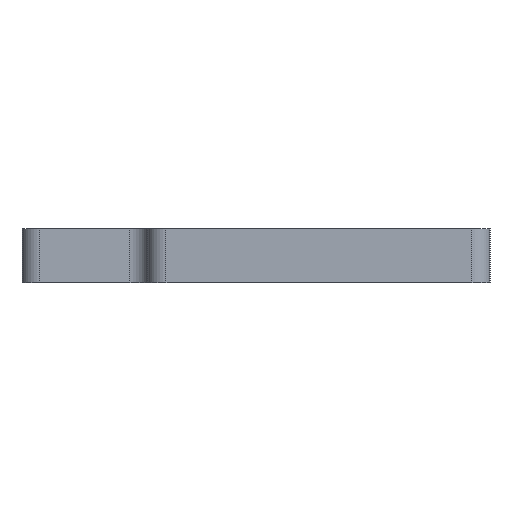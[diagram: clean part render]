
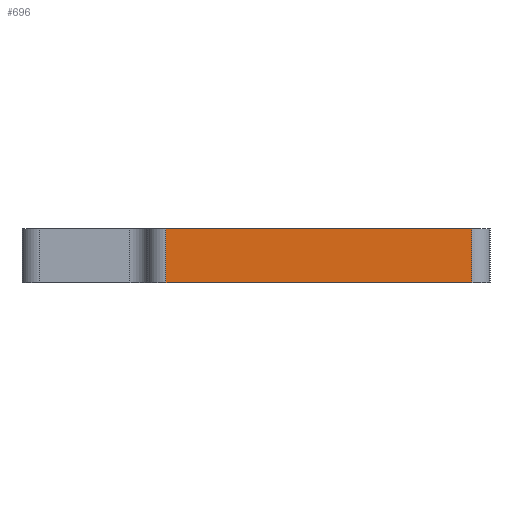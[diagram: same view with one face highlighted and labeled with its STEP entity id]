
A CAD part, left-side view. The second image highlights one B-rep face of the part: STEP entity #696.
In plain terms, the highlighted planar face has unit normal (-1, 0, 0).
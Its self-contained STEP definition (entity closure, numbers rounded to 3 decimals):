
#8 = CARTESIAN_POINT ( 'NONE',  ( 0., 5., 15. ) ) ;
#16 = VECTOR ( 'NONE', #554, 1000. ) ;
#35 = ORIENTED_EDGE ( 'NONE', *, *, #1054, .T. ) ;
#42 = VECTOR ( 'NONE', #86, 1000. ) ;
#54 = ORIENTED_EDGE ( 'NONE', *, *, #177, .T. ) ;
#86 = DIRECTION ( 'NONE',  ( 0., 0., -1. ) ) ;
#177 = EDGE_CURVE ( 'NONE', #628, #318, #822, .T. ) ;
#222 = AXIS2_PLACEMENT_3D ( 'NONE', #816, #1186, #367 ) ;
#232 = VECTOR ( 'NONE', #932, 1000. ) ;
#260 = VECTOR ( 'NONE', #761, 1000. ) ;
#318 = VERTEX_POINT ( 'NONE', #8 ) ;
#326 = FACE_OUTER_BOUND ( 'NONE', #968, .T. ) ;
#367 = DIRECTION ( 'NONE',  ( 0., 0., -1. ) ) ;
#434 = VERTEX_POINT ( 'NONE', #593 ) ;
#554 = DIRECTION ( 'NONE',  ( 0., 0., 1. ) ) ;
#565 = VERTEX_POINT ( 'NONE', #1146 ) ;
#593 = CARTESIAN_POINT ( 'NONE',  ( 0., 90., 0. ) ) ;
#628 = VERTEX_POINT ( 'NONE', #1172 ) ;
#679 = LINE ( 'NONE', #1029, #260 ) ;
#696 = ADVANCED_FACE ( 'NONE', ( #326 ), #812, .F. ) ;
#761 = DIRECTION ( 'NONE',  ( 0., -1., 0. ) ) ;
#812 = PLANE ( 'NONE',  #222 ) ;
#816 = CARTESIAN_POINT ( 'NONE',  ( 0., 0., 15. ) ) ;
#822 = LINE ( 'NONE', #1111, #16 ) ;
#845 = EDGE_CURVE ( 'NONE', #434, #628, #679, .T. ) ;
#872 = EDGE_CURVE ( 'NONE', #565, #318, #1047, .T. ) ;
#892 = ORIENTED_EDGE ( 'NONE', *, *, #872, .F. ) ;
#916 = CARTESIAN_POINT ( 'NONE',  ( 0., 90., 15. ) ) ;
#932 = DIRECTION ( 'NONE',  ( 0., -1., 0. ) ) ;
#958 = LINE ( 'NONE', #916, #42 ) ;
#968 = EDGE_LOOP ( 'NONE', ( #892, #35, #1043, #54 ) ) ;
#1029 = CARTESIAN_POINT ( 'NONE',  ( 0., 0., 0. ) ) ;
#1043 = ORIENTED_EDGE ( 'NONE', *, *, #845, .T. ) ;
#1047 = LINE ( 'NONE', #1203, #232 ) ;
#1054 = EDGE_CURVE ( 'NONE', #565, #434, #958, .T. ) ;
#1111 = CARTESIAN_POINT ( 'NONE',  ( 0., 5., 15. ) ) ;
#1146 = CARTESIAN_POINT ( 'NONE',  ( 0., 90., 15. ) ) ;
#1172 = CARTESIAN_POINT ( 'NONE',  ( 0., 5., 0. ) ) ;
#1186 = DIRECTION ( 'NONE',  ( 1., 0., 0. ) ) ;
#1203 = CARTESIAN_POINT ( 'NONE',  ( 0., 0., 15. ) ) ;
